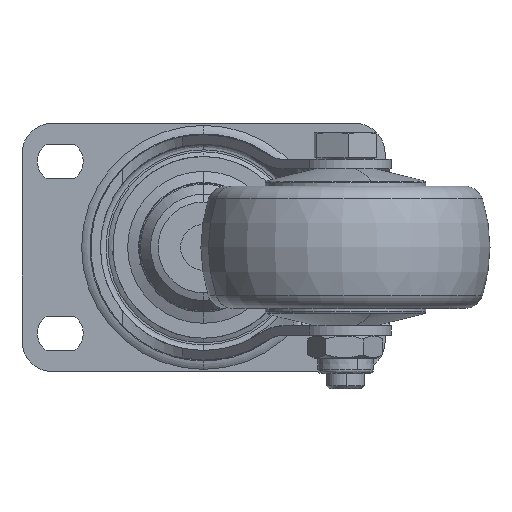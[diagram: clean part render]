
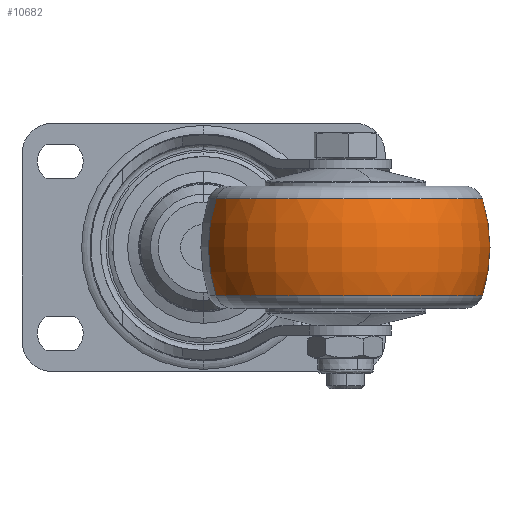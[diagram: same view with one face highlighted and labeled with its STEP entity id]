
A CAD part, front view. The second image highlights one B-rep face of the part: STEP entity #10682.
In plain terms, the highlighted toroidal (fillet/blend) face has major radius 0.321 mm and minor radius 38.321 mm.
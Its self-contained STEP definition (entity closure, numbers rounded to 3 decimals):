
#48 = EDGE_LOOP ( 'NONE', ( #3850, #2905, #8249, #6733 ) ) ;
#178 = CARTESIAN_POINT ( 'NONE',  ( -15.597, 0., 35.852 ) ) ;
#385 = VERTEX_POINT ( 'NONE', #8223 ) ;
#448 = DIRECTION ( 'NONE',  ( -1., 0., 0. ) ) ;
#641 = EDGE_CURVE ( 'NONE', #3284, #2311, #2146, .T. ) ;
#744 = EDGE_CURVE ( 'NONE', #385, #2830, #10152, .T. ) ;
#1519 = CARTESIAN_POINT ( 'NONE',  ( -15.597, 0., -35.852 ) ) ;
#1538 = DIRECTION ( 'NONE',  ( 0., 0., 1. ) ) ;
#1914 = CARTESIAN_POINT ( 'NONE',  ( -2.946, 0., 0.321 ) ) ;
#2042 = TOROIDAL_SURFACE ( 'NONE', #7766, -0.321, 38.321 ) ;
#2062 = DIRECTION ( 'NONE',  ( -1., 0., 0. ) ) ;
#2146 = CIRCLE ( 'NONE', #9450, 38.321 ) ;
#2208 = AXIS2_PLACEMENT_3D ( 'NONE', #7902, #448, #8823 ) ;
#2311 = VERTEX_POINT ( 'NONE', #1519 ) ;
#2406 = DIRECTION ( 'NONE',  ( -1., 0., 0. ) ) ;
#2830 = VERTEX_POINT ( 'NONE', #178 ) ;
#2905 = ORIENTED_EDGE ( 'NONE', *, *, #7806, .T. ) ;
#3011 = AXIS2_PLACEMENT_3D ( 'NONE', #9708, #3924, #8917 ) ;
#3284 = VERTEX_POINT ( 'NONE', #8212 ) ;
#3850 = ORIENTED_EDGE ( 'NONE', *, *, #641, .F. ) ;
#3908 = FACE_OUTER_BOUND ( 'NONE', #48, .T. ) ;
#3924 = DIRECTION ( 'NONE',  ( 0., -1., 0. ) ) ;
#4387 = EDGE_CURVE ( 'NONE', #2311, #2830, #6148, .T. ) ;
#4410 = DIRECTION ( 'NONE',  ( 0., 0., 1. ) ) ;
#4464 = CIRCLE ( 'NONE', #2208, 35.852 ) ;
#5235 = DIRECTION ( 'NONE',  ( 0., 1., 0. ) ) ;
#5515 = CARTESIAN_POINT ( 'NONE',  ( -15.597, 0., 0. ) ) ;
#6148 = CIRCLE ( 'NONE', #6321, 35.852 ) ;
#6321 = AXIS2_PLACEMENT_3D ( 'NONE', #5515, #2406, #1538 ) ;
#6456 = CARTESIAN_POINT ( 'NONE',  ( -2.946, 0., 0. ) ) ;
#6733 = ORIENTED_EDGE ( 'NONE', *, *, #4387, .F. ) ;
#7766 = AXIS2_PLACEMENT_3D ( 'NONE', #6456, #2062, #10410 ) ;
#7806 = EDGE_CURVE ( 'NONE', #3284, #385, #4464, .T. ) ;
#7902 = CARTESIAN_POINT ( 'NONE',  ( 9.704, 0., 0. ) ) ;
#8212 = CARTESIAN_POINT ( 'NONE',  ( 9.704, 0., -35.852 ) ) ;
#8223 = CARTESIAN_POINT ( 'NONE',  ( 9.704, 0., 35.852 ) ) ;
#8249 = ORIENTED_EDGE ( 'NONE', *, *, #744, .T. ) ;
#8823 = DIRECTION ( 'NONE',  ( 0., 0., 1. ) ) ;
#8917 = DIRECTION ( 'NONE',  ( 0., 0., -1. ) ) ;
#9450 = AXIS2_PLACEMENT_3D ( 'NONE', #1914, #5235, #4410 ) ;
#9708 = CARTESIAN_POINT ( 'NONE',  ( -2.946, 0., -0.321 ) ) ;
#10152 = CIRCLE ( 'NONE', #3011, 38.321 ) ;
#10410 = DIRECTION ( 'NONE',  ( 0., 0., -1. ) ) ;
#10682 = ADVANCED_FACE ( 'NONE', ( #3908 ), #2042, .T. ) ;
